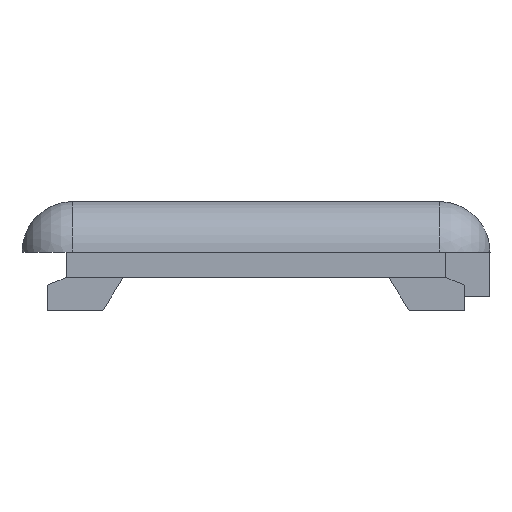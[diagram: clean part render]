
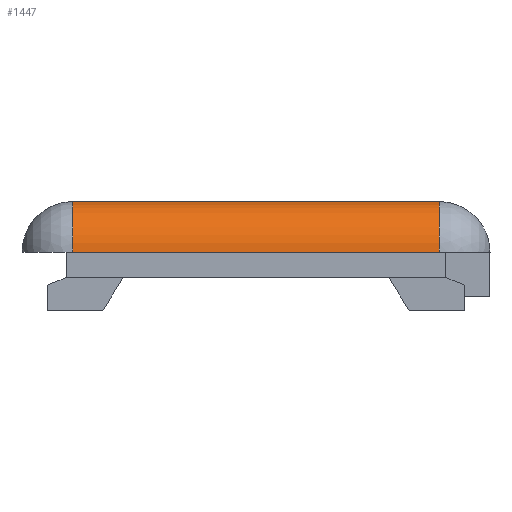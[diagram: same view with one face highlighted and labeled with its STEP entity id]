
A CAD part, left-side view. The second image highlights one B-rep face of the part: STEP entity #1447.
In plain terms, the highlighted cylindrical face has radius 2 mm (diameter 4 mm), a partial arc.
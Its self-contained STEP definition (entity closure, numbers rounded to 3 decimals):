
#458 = DIRECTION ( 'NONE',  ( 0., 0., 1. ) ) ;
#593 = EDGE_CURVE ( 'NONE', #2878, #5468, #719, .T. ) ;
#599 = ORIENTED_EDGE ( 'NONE', *, *, #3711, .F. ) ;
#648 = ORIENTED_EDGE ( 'NONE', *, *, #593, .T. ) ;
#719 = CIRCLE ( 'NONE', #4078, 2. ) ;
#730 = EDGE_LOOP ( 'NONE', ( #648, #599, #4260, #2129 ) ) ;
#855 = CARTESIAN_POINT ( 'NONE',  ( -23.5, 7.25, 0. ) ) ;
#977 = CARTESIAN_POINT ( 'NONE',  ( -25.5, 7.25, 0. ) ) ;
#1104 = CARTESIAN_POINT ( 'NONE',  ( -23.5, 7.25, 0. ) ) ;
#1226 = EDGE_CURVE ( 'NONE', #5179, #2878, #2290, .T. ) ;
#1366 = CARTESIAN_POINT ( 'NONE',  ( -25.5, -7.25, 0. ) ) ;
#1417 = VECTOR ( 'NONE', #3818, 1000. ) ;
#1447 = ADVANCED_FACE ( 'NONE', ( #4723 ), #2602, .T. ) ;
#1684 = DIRECTION ( 'NONE',  ( 0., 0., 1. ) ) ;
#2129 = ORIENTED_EDGE ( 'NONE', *, *, #1226, .T. ) ;
#2191 = DIRECTION ( 'NONE',  ( 0., 1., 0. ) ) ;
#2265 = CARTESIAN_POINT ( 'NONE',  ( -23.5, -7.25, 0. ) ) ;
#2290 = LINE ( 'NONE', #977, #2663 ) ;
#2483 = CARTESIAN_POINT ( 'NONE',  ( -23.5, -7.25, 2. ) ) ;
#2577 = CARTESIAN_POINT ( 'NONE',  ( -23.5, 7.25, 2. ) ) ;
#2602 = CYLINDRICAL_SURFACE ( 'NONE', #3965, 2. ) ;
#2663 = VECTOR ( 'NONE', #2756, 1000. ) ;
#2670 = DIRECTION ( 'NONE',  ( 0., 1., 0. ) ) ;
#2756 = DIRECTION ( 'NONE',  ( 0., -1., 0. ) ) ;
#2878 = VERTEX_POINT ( 'NONE', #1366 ) ;
#2885 = DIRECTION ( 'NONE',  ( 0., 1., 0. ) ) ;
#2966 = CIRCLE ( 'NONE', #3995, 2. ) ;
#3711 = EDGE_CURVE ( 'NONE', #4520, #5468, #4284, .T. ) ;
#3818 = DIRECTION ( 'NONE',  ( 0., -1., 0. ) ) ;
#3965 = AXIS2_PLACEMENT_3D ( 'NONE', #855, #2191, #4929 ) ;
#3995 = AXIS2_PLACEMENT_3D ( 'NONE', #1104, #2885, #1684 ) ;
#4078 = AXIS2_PLACEMENT_3D ( 'NONE', #2265, #2670, #458 ) ;
#4233 = CARTESIAN_POINT ( 'NONE',  ( -25.5, 7.25, 0. ) ) ;
#4260 = ORIENTED_EDGE ( 'NONE', *, *, #5589, .F. ) ;
#4284 = LINE ( 'NONE', #2483, #1417 ) ;
#4520 = VERTEX_POINT ( 'NONE', #2577 ) ;
#4723 = FACE_OUTER_BOUND ( 'NONE', #730, .T. ) ;
#4929 = DIRECTION ( 'NONE',  ( 0., 0., 1. ) ) ;
#5179 = VERTEX_POINT ( 'NONE', #4233 ) ;
#5270 = CARTESIAN_POINT ( 'NONE',  ( -23.5, -7.25, 2. ) ) ;
#5468 = VERTEX_POINT ( 'NONE', #5270 ) ;
#5589 = EDGE_CURVE ( 'NONE', #5179, #4520, #2966, .T. ) ;
